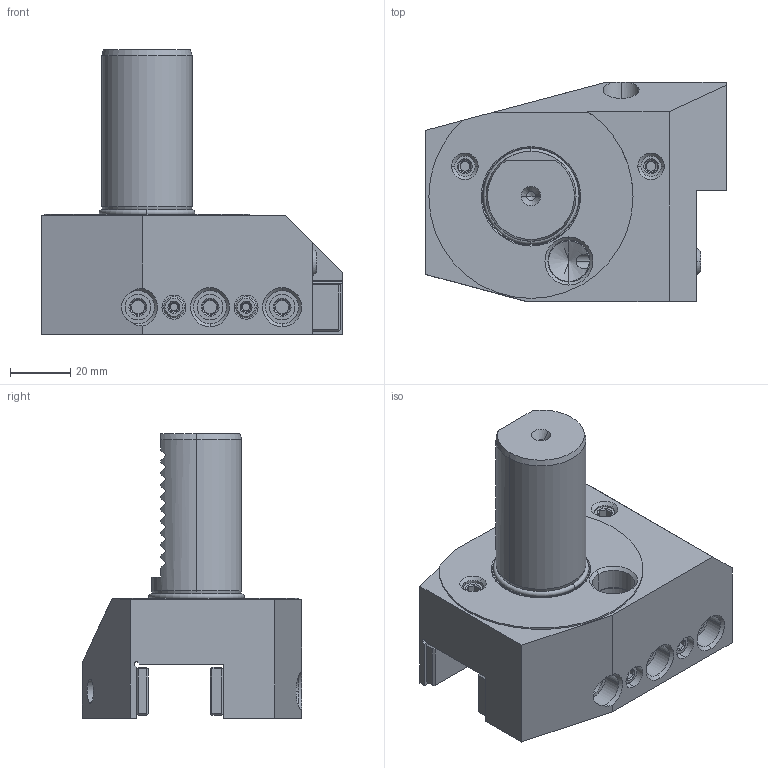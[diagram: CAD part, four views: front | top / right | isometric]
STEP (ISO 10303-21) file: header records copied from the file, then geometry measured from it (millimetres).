
FILE_DESCRIPTION((''),'2;1');
FILE_NAME('309_38_20','2020-11-09T',('101107'),(''),'CREO PARAMETRIC BY PTC INC, 2016260','CREO PARAMETRIC BY PTC INC, 2016260','');
FILE_SCHEMA(('CONFIG_CONTROL_DESIGN'));
Length unit declared in the file: millimetre
Products named in the file (1): 309_38_20
Bounding box: 100 x 73 x 94.7 mm (x, y, z)
Volume: 226733.5 mm3; surface area: 42124.9 mm2
Topology: 1 solids, 6 shells, 467 faces, 1122 edges, 697 vertices
Faces by surface type: plane 197, cone 139, cylinder 105, revolution 10, bspline 8, torus 6, sphere 2
Entity records: 16963 total; most frequent: CARTESIAN_POINT 6255, ORIENTED_EDGE 2228, DIRECTION 2168, EDGE_CURVE 1114, AXIS2_PLACEMENT_3D 823, VERTEX_POINT 697, EDGE_LOOP 521, VECTOR 512
